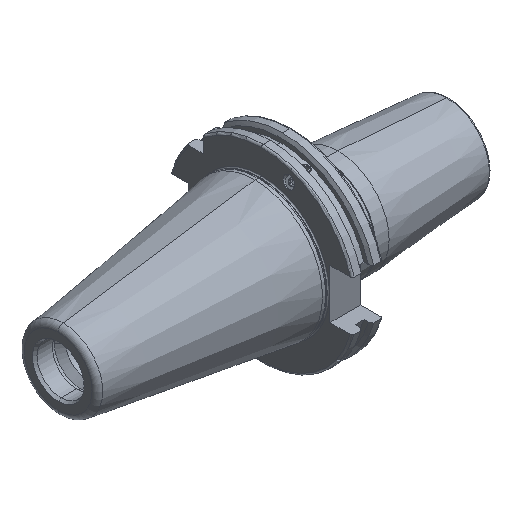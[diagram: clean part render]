
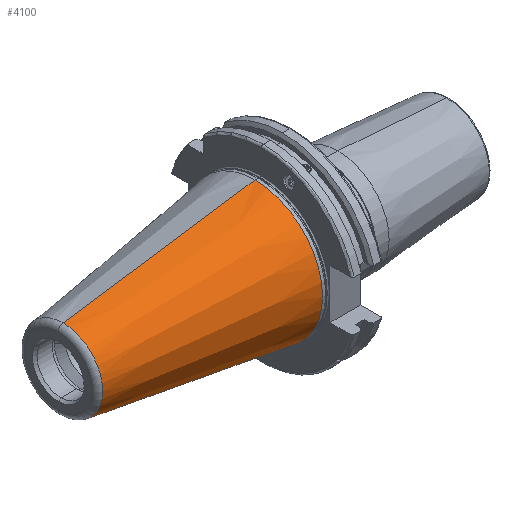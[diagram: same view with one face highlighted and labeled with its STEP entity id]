
A CAD part, isometric view. The second image highlights one B-rep face of the part: STEP entity #4100.
In plain terms, the highlighted conical face has half-angle 8.297 degrees and reference radius 34.925 mm.
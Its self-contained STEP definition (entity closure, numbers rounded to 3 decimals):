
#122 = DIRECTION ( 'NONE',  ( -1., 0., 0. ) ) ;
#141 = CARTESIAN_POINT ( 'NONE',  ( 0., 0., 0. ) ) ;
#386 = CARTESIAN_POINT ( 'NONE',  ( 0., 0., -34.925 ) ) ;
#495 = CIRCLE ( 'NONE', #2272, 34.925 ) ;
#499 = VERTEX_POINT ( 'NONE', #5160 ) ;
#617 = AXIS2_PLACEMENT_3D ( 'NONE', #3677, #122, #6592 ) ;
#932 = FACE_OUTER_BOUND ( 'NONE', #5216, .T. ) ;
#1022 = VERTEX_POINT ( 'NONE', #386 ) ;
#2076 = CARTESIAN_POINT ( 'NONE',  ( 0., 0., -34.925 ) ) ;
#2272 = AXIS2_PLACEMENT_3D ( 'NONE', #141, #2549, #4314 ) ;
#2549 = DIRECTION ( 'NONE',  ( -1., 0., 0. ) ) ;
#3158 = DIRECTION ( 'NONE',  ( 0.99, 0., 0.144 ) ) ;
#3329 = CARTESIAN_POINT ( 'NONE',  ( 0., 0., 0. ) ) ;
#3474 = EDGE_CURVE ( 'NONE', #1022, #7085, #495, .T. ) ;
#3653 = EDGE_CURVE ( 'NONE', #7065, #1022, #5738, .T. ) ;
#3677 = CARTESIAN_POINT ( 'NONE',  ( -99.183, 0., 0. ) ) ;
#4100 = ADVANCED_FACE ( 'NONE', ( #932 ), #4262, .T. ) ;
#4223 = ORIENTED_EDGE ( 'NONE', *, *, #3653, .T. ) ;
#4262 = CONICAL_SURFACE ( 'NONE', #4635, 34.925, 0.145 ) ;
#4289 = CARTESIAN_POINT ( 'NONE',  ( -99.183, 0., -20.461 ) ) ;
#4314 = DIRECTION ( 'NONE',  ( 0., 0., 1. ) ) ;
#4326 = EDGE_CURVE ( 'NONE', #7065, #499, #7424, .T. ) ;
#4546 = DIRECTION ( 'NONE',  ( 1., 0., 0. ) ) ;
#4635 = AXIS2_PLACEMENT_3D ( 'NONE', #3329, #4546, #5770 ) ;
#5083 = ORIENTED_EDGE ( 'NONE', *, *, #6800, .F. ) ;
#5130 = CARTESIAN_POINT ( 'NONE',  ( 0., 0., 34.925 ) ) ;
#5160 = CARTESIAN_POINT ( 'NONE',  ( -99.183, 0., 20.461 ) ) ;
#5216 = EDGE_LOOP ( 'NONE', ( #5083, #5489, #4223, #5886 ) ) ;
#5489 = ORIENTED_EDGE ( 'NONE', *, *, #4326, .F. ) ;
#5535 = VECTOR ( 'NONE', #6295, 1000. ) ;
#5596 = LINE ( 'NONE', #7346, #6631 ) ;
#5738 = LINE ( 'NONE', #2076, #5535 ) ;
#5770 = DIRECTION ( 'NONE',  ( 0., 0., -1. ) ) ;
#5886 = ORIENTED_EDGE ( 'NONE', *, *, #3474, .T. ) ;
#6295 = DIRECTION ( 'NONE',  ( 0.99, 0., -0.144 ) ) ;
#6592 = DIRECTION ( 'NONE',  ( 0., 0., 1. ) ) ;
#6631 = VECTOR ( 'NONE', #3158, 1000. ) ;
#6800 = EDGE_CURVE ( 'NONE', #499, #7085, #5596, .T. ) ;
#7065 = VERTEX_POINT ( 'NONE', #4289 ) ;
#7085 = VERTEX_POINT ( 'NONE', #5130 ) ;
#7346 = CARTESIAN_POINT ( 'NONE',  ( 0., 0., 34.925 ) ) ;
#7424 = CIRCLE ( 'NONE', #617, 20.461 ) ;
